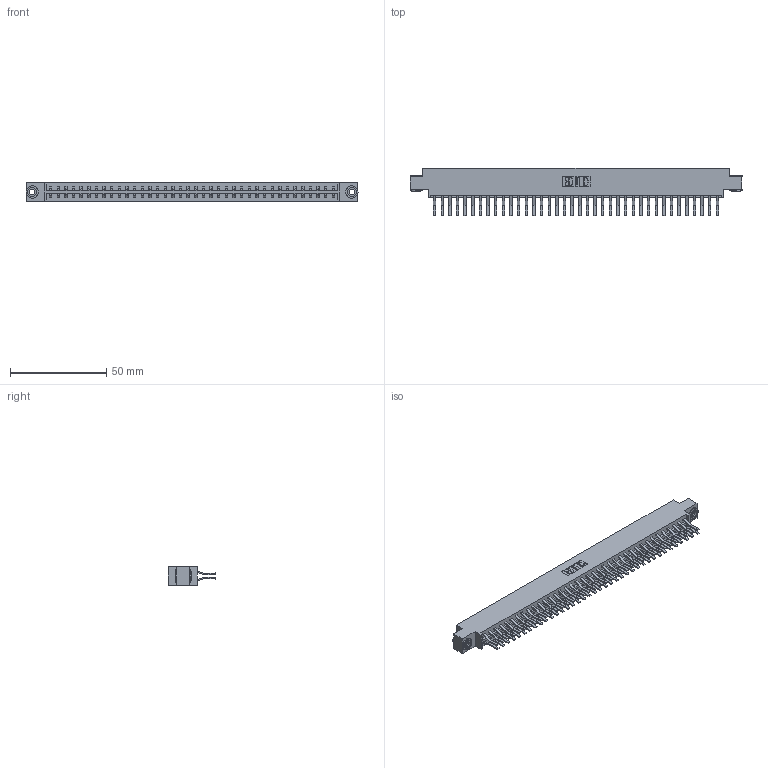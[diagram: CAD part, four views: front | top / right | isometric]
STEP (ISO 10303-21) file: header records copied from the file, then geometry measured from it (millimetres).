
FILE_DESCRIPTION (( 'STEP AP203' ), '1' );
FILE_NAME ('833-076-560-803.STEP', '2020-06-05T19:18:18', ( '' ), ( '' ), 'SwSTEP 2.0', 'SolidWorks 2020', '' );
FILE_SCHEMA (( 'CONFIG_CONTROL_DESIGN' ));
Length unit declared in the file: inch
Products named in the file (4): 345-292-001_560 Tail; 833 Part_Offset - .156 Dia - TH; 345-250-002_345-250-002-102; 833-076-560-803
Assembly tree (79 placements, depth 2):
  833-076-560-803
    833 Part_Offset - .156 Dia - TH
    345-292-001_560 Tail  x76
    345-250-002_345-250-002-102  x2
Bounding box: 172.11 x 24.78 x 9.4 mm (x, y, z)
Volume: 17823.8 mm3; surface area: 22892 mm2
Topology: 79 solids, 79 shells, 4260 faces, 12635 edges, 8318 vertices
Faces by surface type: plane 2820, cylinder 1432, cone 8
Entity records: 25834 total; most frequent: CARTESIAN_POINT 4265, ORIENTED_EDGE 4194, DIRECTION 3687, EDGE_CURVE 2097, VECTOR 1941, LINE 1941, VERTEX_POINT 1394, AXIS2_PLACEMENT_3D 873
